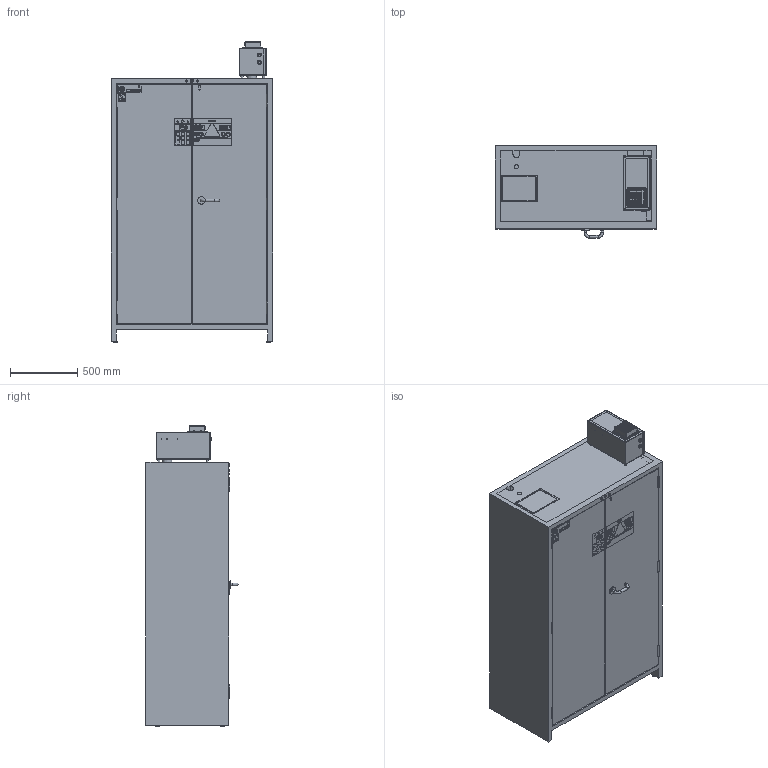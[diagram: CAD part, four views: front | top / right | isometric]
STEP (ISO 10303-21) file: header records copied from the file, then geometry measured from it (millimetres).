
FILE_DESCRIPTION(/* description */ (''),/* implementation_level */ '2;1');
FILE_NAME(/* name */ 'IO90.195.120.PC.WDC_41269-047-41394 6er_CD.stp',/* time_stamp */ '2023-10-12T06:53:23+02:00',/* author */ ('mirudolph'),/* organization */ ('asecos® GmbH'),/* preprocessor_version */ 'ST-DEVELOPER v17.2',/* originating_system */ 'Autodesk Inventor 2019',/* authorisation */ '');
FILE_SCHEMA (('AUTOMOTIVE_DESIGN { 1 0 10303 214 3 1 1 }'));
Products named in the file (1): IO90.195.120.PC.WDC_41269-047-41394 6er_CD
Bounding box: 1193.76 x 682.58 x 2224.29 mm (x, y, z)
Volume: 433149573.7 mm3; surface area: 27427939.1 mm2
Topology: 12 solids, 16 shells, 4422 faces, 11236 edges, 7212 vertices
Faces by surface type: plane 2453, cylinder 1318, bspline 550, torus 59, cone 36, sphere 6
Full cylindrical faces by diameter (mm): 4 x7, 4.134 x2, 5 x100, 5.1 x5, 6 x2, 6.742 x1, 7 x6, 8 x3, 8.1 x4, 9.5 x1, 10 x7, 13 x2, 13.656 x1, 14 x1, 15 x2, 16 x7, 20 x6, 22 x2, 22.5 x2, 24 x1, 25.2 x1, 27 x1, 28.4 x1, 29 x1, 30 x2, 31 x2, 31.8 x4, 33.8 x1, 35 x1, 37.8 x1
Entity records: 144884 total; most frequent: CARTESIAN_POINT 32767, ORIENTED_EDGE 22470, DIRECTION 21504, EDGE_CURVE 11235, LINE 7444, VECTOR 7444, VERTEX_POINT 7218, AXIS2_PLACEMENT_3D 7030
